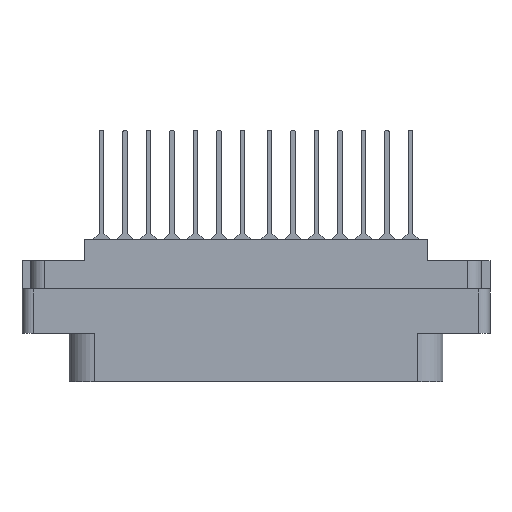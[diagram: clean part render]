
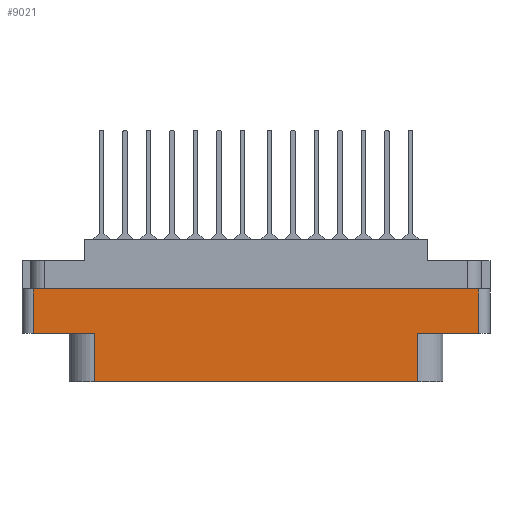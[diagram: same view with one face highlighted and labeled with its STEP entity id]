
A CAD part, front view. The second image highlights one B-rep face of the part: STEP entity #9021.
In plain terms, the highlighted planar face has unit normal (0, -1, 0).
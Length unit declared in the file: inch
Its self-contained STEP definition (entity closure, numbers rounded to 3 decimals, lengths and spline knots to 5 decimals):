
#897 = ORIENTED_EDGE ( 'NONE', *, *, #12399, .T. ) ;
#1734 = ORIENTED_EDGE ( 'NONE', *, *, #1915, .T. ) ;
#1915 = EDGE_CURVE ( 'NONE', #2130, #14967, #7535, .T. ) ;
#2130 = VERTEX_POINT ( 'NONE', #13862 ) ;
#2890 = EDGE_CURVE ( 'NONE', #44152, #4960, #23182, .T. ) ;
#4279 = PLANE ( 'NONE',  #8455 ) ;
#4393 = ORIENTED_EDGE ( 'NONE', *, *, #15815, .F. ) ;
#4960 = VERTEX_POINT ( 'NONE', #9227 ) ;
#5835 = FACE_OUTER_BOUND ( 'NONE', #29426, .T. ) ;
#6451 = EDGE_CURVE ( 'NONE', #14967, #44152, #32954, .T. ) ;
#6504 = ORIENTED_EDGE ( 'NONE', *, *, #2890, .T. ) ;
#6581 = VECTOR ( 'NONE', #29681, 39.37008 ) ;
#6597 = LINE ( 'NONE', #14280, #33496 ) ;
#7535 = LINE ( 'NONE', #12773, #10322 ) ;
#7915 = DIRECTION ( 'NONE',  ( 0., 0., -1. ) ) ;
#8455 = AXIS2_PLACEMENT_3D ( 'NONE', #32894, #28943, #7915 ) ;
#8551 = CARTESIAN_POINT ( 'NONE',  ( -1.2335, -0.438, -0.52 ) ) ;
#8708 = CARTESIAN_POINT ( 'NONE',  ( 0., -0.438, -0.52 ) ) ;
#9021 = ADVANCED_FACE ( 'NONE', ( #5835 ), #4279, .T. ) ;
#9227 = CARTESIAN_POINT ( 'NONE',  ( 0.895, -0.438, -0.52 ) ) ;
#9321 = VECTOR ( 'NONE', #44045, 39.37008 ) ;
#9488 = CARTESIAN_POINT ( 'NONE',  ( -0.895, -0.438, -0.789 ) ) ;
#9727 = DIRECTION ( 'NONE',  ( 0., 0., -1. ) ) ;
#10322 = VECTOR ( 'NONE', #9727, 39.37008 ) ;
#10768 = EDGE_CURVE ( 'NONE', #31357, #15018, #44023, .T. ) ;
#11378 = EDGE_CURVE ( 'NONE', #31357, #38161, #6597, .T. ) ;
#12399 = EDGE_CURVE ( 'NONE', #19344, #15018, #30176, .T. ) ;
#12538 = VECTOR ( 'NONE', #37054, 39.37008 ) ;
#12773 = CARTESIAN_POINT ( 'NONE',  ( -0.895, -0.438, -0.789 ) ) ;
#13862 = CARTESIAN_POINT ( 'NONE',  ( -0.895, -0.438, -0.52 ) ) ;
#14280 = CARTESIAN_POINT ( 'NONE',  ( -1.2335, -0.438, -0.789 ) ) ;
#14967 = VERTEX_POINT ( 'NONE', #9488 ) ;
#15018 = VERTEX_POINT ( 'NONE', #45321 ) ;
#15744 = CARTESIAN_POINT ( 'NONE',  ( 0.895, -0.438, -0.789 ) ) ;
#15815 = EDGE_CURVE ( 'NONE', #19344, #4960, #21818, .T. ) ;
#16938 = ORIENTED_EDGE ( 'NONE', *, *, #11378, .T. ) ;
#17136 = ORIENTED_EDGE ( 'NONE', *, *, #37178, .F. ) ;
#19344 = VERTEX_POINT ( 'NONE', #30907 ) ;
#19440 = LINE ( 'NONE', #20335, #34822 ) ;
#20335 = CARTESIAN_POINT ( 'NONE',  ( 0., -0.438, -0.52 ) ) ;
#21818 = LINE ( 'NONE', #8708, #12538 ) ;
#23182 = LINE ( 'NONE', #33055, #38606 ) ;
#25183 = ORIENTED_EDGE ( 'NONE', *, *, #10768, .F. ) ;
#26546 = CARTESIAN_POINT ( 'NONE',  ( -1.2955, -0.438, -0.789 ) ) ;
#28943 = DIRECTION ( 'NONE',  ( 0., -1., 0. ) ) ;
#29426 = EDGE_LOOP ( 'NONE', ( #25183, #16938, #17136, #1734, #33854, #6504, #4393, #897 ) ) ;
#29681 = DIRECTION ( 'NONE',  ( 1., 0., 0. ) ) ;
#30176 = LINE ( 'NONE', #33642, #9321 ) ;
#30907 = CARTESIAN_POINT ( 'NONE',  ( 1.2335, -0.438, -0.52 ) ) ;
#31357 = VERTEX_POINT ( 'NONE', #33937 ) ;
#32894 = CARTESIAN_POINT ( 'NONE',  ( -1.2955, -0.438, -0.789 ) ) ;
#32954 = LINE ( 'NONE', #26546, #6581 ) ;
#33055 = CARTESIAN_POINT ( 'NONE',  ( 0.895, -0.438, -0.52 ) ) ;
#33496 = VECTOR ( 'NONE', #41674, 39.37008 ) ;
#33642 = CARTESIAN_POINT ( 'NONE',  ( 1.2335, -0.438, -0.789 ) ) ;
#33854 = ORIENTED_EDGE ( 'NONE', *, *, #6451, .T. ) ;
#33937 = CARTESIAN_POINT ( 'NONE',  ( -1.2335, -0.438, -0.274 ) ) ;
#34177 = DIRECTION ( 'NONE',  ( -1., 0., 0. ) ) ;
#34822 = VECTOR ( 'NONE', #34177, 39.37008 ) ;
#37054 = DIRECTION ( 'NONE',  ( -1., 0., 0. ) ) ;
#37178 = EDGE_CURVE ( 'NONE', #2130, #38161, #19440, .T. ) ;
#38161 = VERTEX_POINT ( 'NONE', #8551 ) ;
#38606 = VECTOR ( 'NONE', #43913, 39.37008 ) ;
#41114 = DIRECTION ( 'NONE',  ( 1., 0., 0. ) ) ;
#41674 = DIRECTION ( 'NONE',  ( 0., 0., -1. ) ) ;
#42967 = VECTOR ( 'NONE', #41114, 39.37008 ) ;
#43913 = DIRECTION ( 'NONE',  ( 0., 0., 1. ) ) ;
#44023 = LINE ( 'NONE', #44179, #42967 ) ;
#44045 = DIRECTION ( 'NONE',  ( 0., 0., 1. ) ) ;
#44152 = VERTEX_POINT ( 'NONE', #15744 ) ;
#44179 = CARTESIAN_POINT ( 'NONE',  ( 0., -0.438, -0.274 ) ) ;
#45321 = CARTESIAN_POINT ( 'NONE',  ( 1.2335, -0.438, -0.274 ) ) ;
